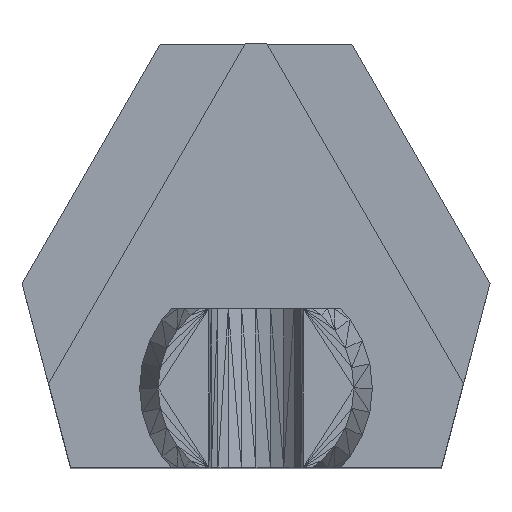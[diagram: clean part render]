
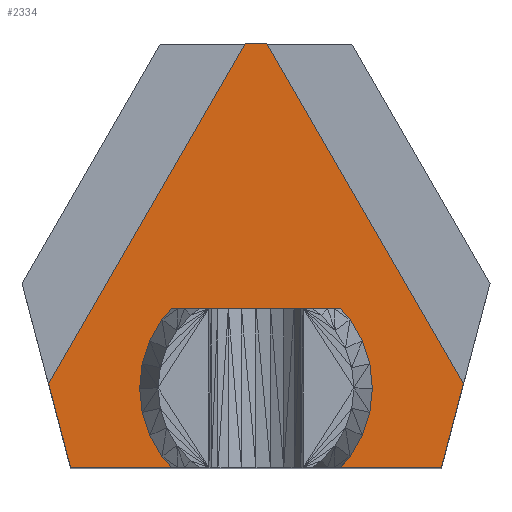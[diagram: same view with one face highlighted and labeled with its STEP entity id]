
A CAD part, top view. The second image highlights one B-rep face of the part: STEP entity #2334.
In plain terms, the highlighted planar face has unit normal (0, 0, 1).
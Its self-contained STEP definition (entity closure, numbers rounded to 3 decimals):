
#331 = VERTEX_POINT ( 'NONE', #3095 ) ;
#337 = VECTOR ( 'NONE', #1612, 1000. ) ;
#502 = CARTESIAN_POINT ( 'NONE',  ( -6.928, -4., 18. ) ) ;
#519 = VECTOR ( 'NONE', #5728, 1000. ) ;
#595 = CARTESIAN_POINT ( 'NONE',  ( 0., 0., 18. ) ) ;
#827 = VERTEX_POINT ( 'NONE', #4182 ) ;
#861 = CARTESIAN_POINT ( 'NONE',  ( 0., 8., 18. ) ) ;
#1116 = CARTESIAN_POINT ( 'NONE',  ( 5.615, -1.725, 18. ) ) ;
#1182 = VECTOR ( 'NONE', #3602, 1000. ) ;
#1385 = PLANE ( 'NONE',  #7254 ) ;
#1450 = ORIENTED_EDGE ( 'NONE', *, *, #7565, .T. ) ;
#1553 = ORIENTED_EDGE ( 'NONE', *, *, #8656, .T. ) ;
#1612 = DIRECTION ( 'NONE',  ( 0.253, -0.967, 0. ) ) ;
#1714 = LINE ( 'NONE', #7886, #337 ) ;
#1884 = LINE ( 'NONE', #502, #2572 ) ;
#1900 = EDGE_LOOP ( 'NONE', ( #1553, #5318, #7598, #1450, #6033, #2362 ) ) ;
#2151 = EDGE_CURVE ( 'NONE', #7406, #5381, #1714, .T. ) ;
#2334 = ADVANCED_FACE ( 'NONE', ( #6907 ), #1385, .F. ) ;
#2362 = ORIENTED_EDGE ( 'NONE', *, *, #4296, .T. ) ;
#2572 = VECTOR ( 'NONE', #6674, 1000. ) ;
#2590 = DIRECTION ( 'NONE',  ( 0.253, 0.967, 0. ) ) ;
#2647 = EDGE_CURVE ( 'NONE', #7158, #7406, #1884, .T. ) ;
#2842 = CARTESIAN_POINT ( 'NONE',  ( -0.289, 7.5, 18. ) ) ;
#3095 = CARTESIAN_POINT ( 'NONE',  ( 0.289, 7.5, 18. ) ) ;
#3245 = CARTESIAN_POINT ( 'NONE',  ( -5.615, -1.725, 18. ) ) ;
#3602 = DIRECTION ( 'NONE',  ( -0.5, 0.866, 0. ) ) ;
#4107 = LINE ( 'NONE', #4798, #7856 ) ;
#4182 = CARTESIAN_POINT ( 'NONE',  ( 5.019, -4., 18. ) ) ;
#4296 = EDGE_CURVE ( 'NONE', #7386, #331, #4885, .T. ) ;
#4798 = CARTESIAN_POINT ( 'NONE',  ( 6.335, 1.027, 18. ) ) ;
#4846 = DIRECTION ( 'NONE',  ( 0., 0., -1. ) ) ;
#4885 = LINE ( 'NONE', #861, #1182 ) ;
#5318 = ORIENTED_EDGE ( 'NONE', *, *, #2647, .T. ) ;
#5381 = VERTEX_POINT ( 'NONE', #6076 ) ;
#5541 = DIRECTION ( 'NONE',  ( -1., 0., 0. ) ) ;
#5728 = DIRECTION ( 'NONE',  ( -1., 0., 0. ) ) ;
#6033 = ORIENTED_EDGE ( 'NONE', *, *, #7836, .T. ) ;
#6076 = CARTESIAN_POINT ( 'NONE',  ( -5.019, -4., 18. ) ) ;
#6284 = LINE ( 'NONE', #6412, #519 ) ;
#6402 = DIRECTION ( 'NONE',  ( 1., 0., 0. ) ) ;
#6412 = CARTESIAN_POINT ( 'NONE',  ( -2.598, 7.5, 18. ) ) ;
#6674 = DIRECTION ( 'NONE',  ( -0.5, -0.866, 0. ) ) ;
#6907 = FACE_OUTER_BOUND ( 'NONE', #1900, .T. ) ;
#7158 = VERTEX_POINT ( 'NONE', #2842 ) ;
#7254 = AXIS2_PLACEMENT_3D ( 'NONE', #595, #4846, #5541 ) ;
#7386 = VERTEX_POINT ( 'NONE', #1116 ) ;
#7406 = VERTEX_POINT ( 'NONE', #3245 ) ;
#7565 = EDGE_CURVE ( 'NONE', #5381, #827, #7921, .T. ) ;
#7598 = ORIENTED_EDGE ( 'NONE', *, *, #2151, .T. ) ;
#7706 = VECTOR ( 'NONE', #6402, 1000. ) ;
#7836 = EDGE_CURVE ( 'NONE', #827, #7386, #4107, .T. ) ;
#7856 = VECTOR ( 'NONE', #2590, 1000. ) ;
#7886 = CARTESIAN_POINT ( 'NONE',  ( -6.335, 1.027, 18. ) ) ;
#7921 = LINE ( 'NONE', #8670, #7706 ) ;
#8656 = EDGE_CURVE ( 'NONE', #331, #7158, #6284, .T. ) ;
#8670 = CARTESIAN_POINT ( 'NONE',  ( 6.928, -4., 18. ) ) ;
